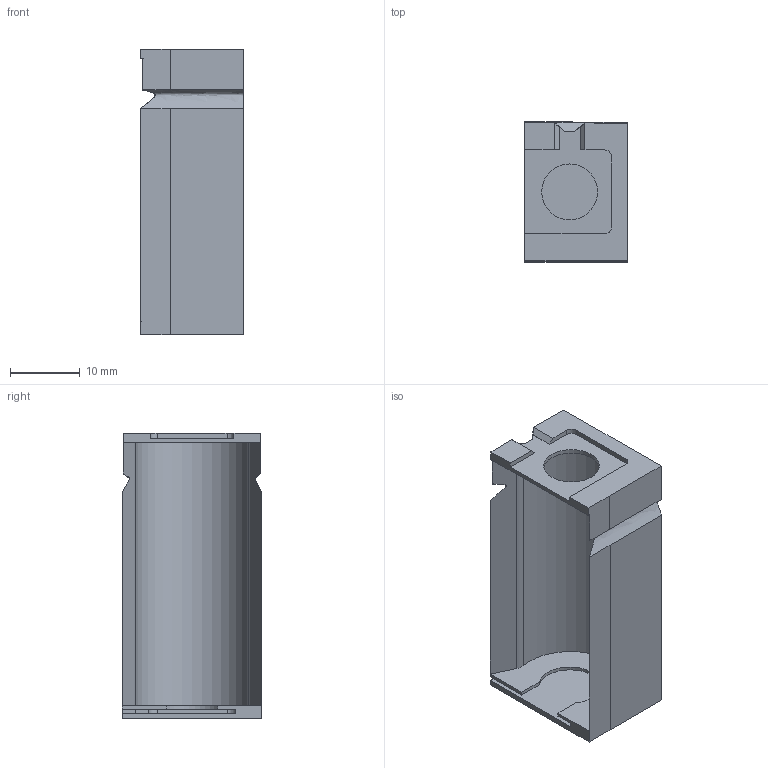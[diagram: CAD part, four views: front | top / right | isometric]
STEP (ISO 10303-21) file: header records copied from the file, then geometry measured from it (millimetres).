
FILE_DESCRIPTION(/* description */ (''),/* implementation_level */ '2;1');
FILE_NAME(/* name */ 'Batt holder.step',/* time_stamp */ '2026-01-22T18:06:13Z',/* author */ (''),/* organization */ (''),/* preprocessor_version */ 'ST-DEVELOPER v20.1',/* originating_system */ 'Autodesk Translation Framework v14.21.0.0',/* authorisation */ '');
FILE_SCHEMA (('AUTOMOTIVE_DESIGN { 1 0 10303 214 3 1 1 }'));
Length unit declared in the file: millimetre
Products named in the file (1): Batt holder
Bounding box: 14.75 x 20.05 x 40.98 mm (x, y, z)
Volume: 3477.8 mm3; surface area: 4753.6 mm2
Topology: 1 solids, 1 shells, 65 faces, 189 edges, 126 vertices
Faces by surface type: plane 52, cylinder 10, bspline 3
Full cylindrical faces by diameter (mm): 8 x1
Entity records: 2466 total; most frequent: CARTESIAN_POINT 740, ORIENTED_EDGE 378, DIRECTION 313, EDGE_CURVE 189, LINE 147, VECTOR 147, VERTEX_POINT 126, AXIS2_PLACEMENT_3D 83
